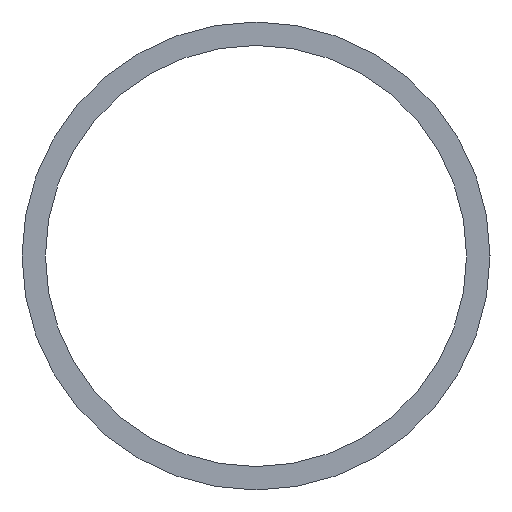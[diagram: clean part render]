
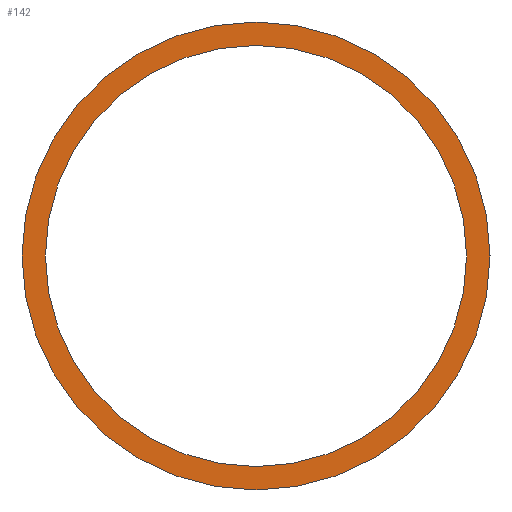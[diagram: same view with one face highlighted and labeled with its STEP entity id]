
A CAD part, left-side view. The second image highlights one B-rep face of the part: STEP entity #142.
In plain terms, the highlighted planar face has unit normal (-1, 0, 0).
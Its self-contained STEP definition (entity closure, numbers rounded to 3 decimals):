
#7 = CARTESIAN_POINT ( 'NONE',  ( 0., 0., 0. ) ) ;
#35 = EDGE_CURVE ( 'NONE', #124, #124, #102, .T. ) ;
#47 = EDGE_CURVE ( 'NONE', #145, #145, #152, .T. ) ;
#66 = FACE_BOUND ( 'NONE', #76, .T. ) ;
#76 = EDGE_LOOP ( 'NONE', ( #134 ) ) ;
#80 = AXIS2_PLACEMENT_3D ( 'NONE', #141, #126, #123 ) ;
#102 = CIRCLE ( 'NONE', #165, 9. ) ;
#106 = CARTESIAN_POINT ( 'NONE',  ( 0., 0., -10. ) ) ;
#107 = EDGE_LOOP ( 'NONE', ( #130 ) ) ;
#110 = CARTESIAN_POINT ( 'NONE',  ( 0., 0., -9. ) ) ;
#119 = AXIS2_PLACEMENT_3D ( 'NONE', #167, #161, #160 ) ;
#123 = DIRECTION ( 'NONE',  ( 0., 0., -1. ) ) ;
#124 = VERTEX_POINT ( 'NONE', #110 ) ;
#126 = DIRECTION ( 'NONE',  ( 1., 0., 0. ) ) ;
#128 = FACE_OUTER_BOUND ( 'NONE', #107, .T. ) ;
#130 = ORIENTED_EDGE ( 'NONE', *, *, #47, .F. ) ;
#134 = ORIENTED_EDGE ( 'NONE', *, *, #35, .T. ) ;
#140 = PLANE ( 'NONE',  #80 ) ;
#141 = CARTESIAN_POINT ( 'NONE',  ( 0., 0., 0. ) ) ;
#142 = ADVANCED_FACE ( 'NONE', ( #128, #66 ), #140, .F. ) ;
#145 = VERTEX_POINT ( 'NONE', #106 ) ;
#152 = CIRCLE ( 'NONE', #119, 10. ) ;
#160 = DIRECTION ( 'NONE',  ( 0., 0., -1. ) ) ;
#161 = DIRECTION ( 'NONE',  ( 1., 0., 0. ) ) ;
#165 = AXIS2_PLACEMENT_3D ( 'NONE', #7, #166, #169 ) ;
#166 = DIRECTION ( 'NONE',  ( 1., 0., 0. ) ) ;
#167 = CARTESIAN_POINT ( 'NONE',  ( 0., 0., 0. ) ) ;
#169 = DIRECTION ( 'NONE',  ( 0., 0., -1. ) ) ;
